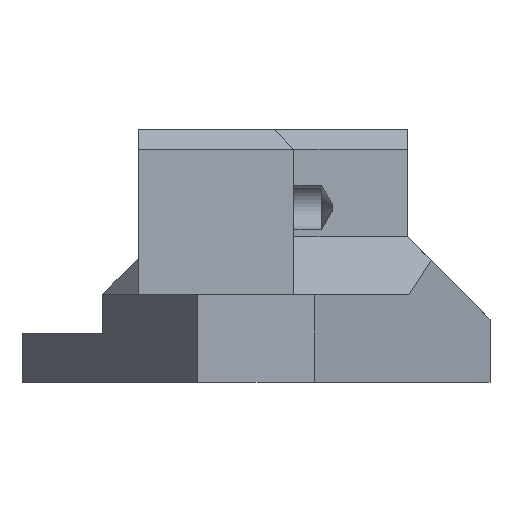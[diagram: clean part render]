
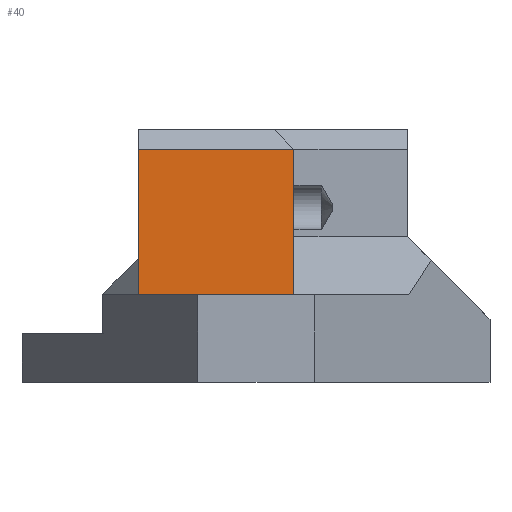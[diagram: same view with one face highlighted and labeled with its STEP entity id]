
A CAD part, front view. The second image highlights one B-rep face of the part: STEP entity #40.
In plain terms, the highlighted planar face has unit normal (0, -1, 0).
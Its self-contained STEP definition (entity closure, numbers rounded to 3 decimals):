
#28 = ORIENTED_EDGE ( 'NONE', *, *, #1127, .T. ) ;
#40 = ADVANCED_FACE ( 'NONE', ( #1135 ), #520, .F. ) ;
#55 = DIRECTION ( 'NONE',  ( 0., 0., -1. ) ) ;
#64 = EDGE_CURVE ( 'NONE', #145, #163, #706, .T. ) ;
#93 = CARTESIAN_POINT ( 'NONE',  ( -878.62, 693.204, 21.587 ) ) ;
#145 = VERTEX_POINT ( 'NONE', #1205 ) ;
#163 = VERTEX_POINT ( 'NONE', #691 ) ;
#222 = LINE ( 'NONE', #818, #674 ) ;
#283 = DIRECTION ( 'NONE',  ( 0., 0., -1. ) ) ;
#306 = LINE ( 'NONE', #846, #1651 ) ;
#333 = VERTEX_POINT ( 'NONE', #1640 ) ;
#359 = VERTEX_POINT ( 'NONE', #988 ) ;
#374 = DIRECTION ( 'NONE',  ( 0., 0., 1. ) ) ;
#419 = CARTESIAN_POINT ( 'NONE',  ( -886.62, 693.204, 21.587 ) ) ;
#503 = CARTESIAN_POINT ( 'NONE',  ( -886.62, 693.204, 12. ) ) ;
#520 = PLANE ( 'NONE',  #696 ) ;
#590 = ORIENTED_EDGE ( 'NONE', *, *, #64, .T. ) ;
#672 = LINE ( 'NONE', #419, #713 ) ;
#674 = VECTOR ( 'NONE', #55, 1000. ) ;
#691 = CARTESIAN_POINT ( 'NONE',  ( -886.62, 693.204, 12. ) ) ;
#696 = AXIS2_PLACEMENT_3D ( 'NONE', #93, #934, #374 ) ;
#706 = LINE ( 'NONE', #503, #1398 ) ;
#709 = DIRECTION ( 'NONE',  ( 1., 0., 0. ) ) ;
#713 = VECTOR ( 'NONE', #283, 1000. ) ;
#818 = CARTESIAN_POINT ( 'NONE',  ( -878.62, 693.204, 21.587 ) ) ;
#846 = CARTESIAN_POINT ( 'NONE',  ( -878.62, 693.204, 4.5 ) ) ;
#856 = ORIENTED_EDGE ( 'NONE', *, *, #1219, .F. ) ;
#934 = DIRECTION ( 'NONE',  ( 0., 1., 0. ) ) ;
#988 = CARTESIAN_POINT ( 'NONE',  ( -886.62, 693.204, 4.5 ) ) ;
#1127 = EDGE_CURVE ( 'NONE', #359, #333, #306, .T. ) ;
#1135 = FACE_OUTER_BOUND ( 'NONE', #1466, .T. ) ;
#1205 = CARTESIAN_POINT ( 'NONE',  ( -878.62, 693.204, 12. ) ) ;
#1219 = EDGE_CURVE ( 'NONE', #145, #333, #222, .T. ) ;
#1277 = DIRECTION ( 'NONE',  ( -1., 0., 0. ) ) ;
#1398 = VECTOR ( 'NONE', #1277, 1000. ) ;
#1466 = EDGE_LOOP ( 'NONE', ( #856, #590, #1540, #28 ) ) ;
#1494 = EDGE_CURVE ( 'NONE', #163, #359, #672, .T. ) ;
#1540 = ORIENTED_EDGE ( 'NONE', *, *, #1494, .T. ) ;
#1640 = CARTESIAN_POINT ( 'NONE',  ( -878.62, 693.204, 4.5 ) ) ;
#1651 = VECTOR ( 'NONE', #709, 1000. ) ;
